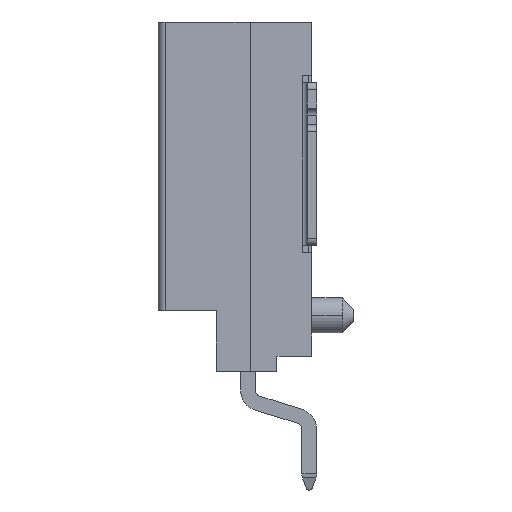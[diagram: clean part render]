
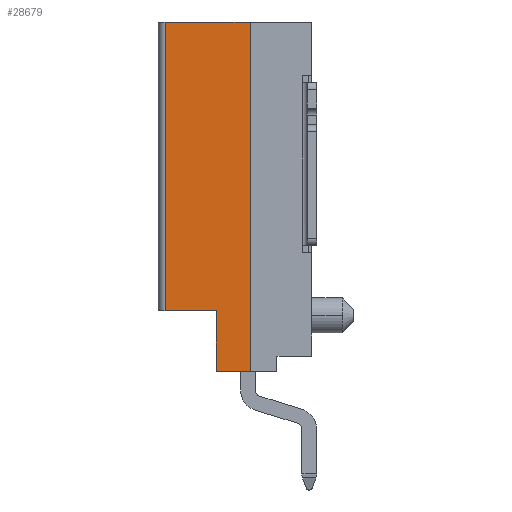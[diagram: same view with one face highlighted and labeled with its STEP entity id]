
A CAD part, left-side view. The second image highlights one B-rep face of the part: STEP entity #28679.
In plain terms, the highlighted planar face has unit normal (-1, 0, 0).
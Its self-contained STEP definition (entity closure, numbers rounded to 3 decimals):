
#6088=DIRECTION('',(0.,-1.,0.));
#6089=VECTOR('',#6088,1.45);
#6090=CARTESIAN_POINT('',(-7.35,4.1,-7.5));
#6091=LINE('',#6090,#6089);
#6130=DIRECTION('',(0.,0.,-1.));
#6131=VECTOR('',#6130,12.4);
#6132=CARTESIAN_POINT('',(-7.35,6.3,7.5));
#6133=LINE('',#6132,#6131);
#6139=DIRECTION('',(0.,-1.,0.));
#6140=VECTOR('',#6139,2.2);
#6141=CARTESIAN_POINT('',(-7.35,6.3,-4.9));
#6142=LINE('',#6141,#6140);
#6176=DIRECTION('',(0.,-1.,0.));
#6177=VECTOR('',#6176,3.65);
#6178=CARTESIAN_POINT('',(-7.35,6.3,7.5));
#6179=LINE('',#6178,#6177);
#6180=DIRECTION('',(0.,0.,-1.));
#6181=VECTOR('',#6180,15.);
#6182=CARTESIAN_POINT('',(-7.35,2.65,7.5));
#6183=LINE('',#6182,#6181);
#6184=DIRECTION('',(0.,0.,1.));
#6185=VECTOR('',#6184,2.6);
#6186=CARTESIAN_POINT('',(-7.35,4.1,-7.5));
#6187=LINE('',#6186,#6185);
#22802=CARTESIAN_POINT('',(-7.35,4.1,-7.5));
#22803=VERTEX_POINT('',#22802);
#22804=CARTESIAN_POINT('',(-7.35,2.65,-7.5));
#22805=VERTEX_POINT('',#22804);
#22840=CARTESIAN_POINT('',(-7.35,6.3,7.5));
#22842=VERTEX_POINT('',#22840);
#22848=CARTESIAN_POINT('',(-7.35,2.65,7.5));
#22849=VERTEX_POINT('',#22848);
#22875=CARTESIAN_POINT('',(-7.35,6.3,-4.9));
#22877=VERTEX_POINT('',#22875);
#22880=CARTESIAN_POINT('',(-7.35,4.1,-4.9));
#22881=VERTEX_POINT('',#22880);
#28665=CARTESIAN_POINT('',(-7.35,2.65,7.5));
#28666=DIRECTION('',(1.,0.,0.));
#28667=DIRECTION('',(0.,1.,0.));
#28668=AXIS2_PLACEMENT_3D('',#28665,#28666,#28667);
#28669=PLANE('',#28668);
#28670=ORIENTED_EDGE('',*,*,#28590,.F.);
#28671=ORIENTED_EDGE('',*,*,#28577,.F.);
#28672=ORIENTED_EDGE('',*,*,#28536,.T.);
#28674=ORIENTED_EDGE('',*,*,#28673,.T.);
#28675=ORIENTED_EDGE('',*,*,#28455,.F.);
#28676=ORIENTED_EDGE('',*,*,#28660,.T.);
#28677=EDGE_LOOP('',(#28670,#28671,#28672,#28674,#28675,#28676));
#28678=FACE_OUTER_BOUND('',#28677,.F.);
#28455=EDGE_CURVE('',#22803,#22805,#6091,.T.);
#28536=EDGE_CURVE('',#22842,#22849,#6179,.T.);
#28577=EDGE_CURVE('',#22842,#22877,#6133,.T.);
#28590=EDGE_CURVE('',#22877,#22881,#6142,.T.);
#28660=EDGE_CURVE('',#22803,#22881,#6187,.T.);
#28673=EDGE_CURVE('',#22849,#22805,#6183,.T.);
#28679=ADVANCED_FACE('',(#28678),#28669,.F.);
